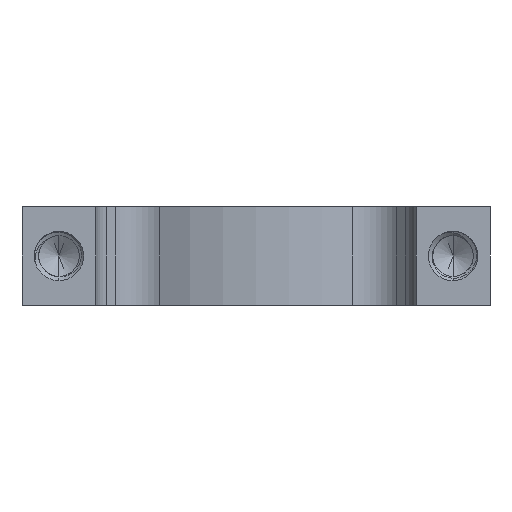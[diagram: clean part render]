
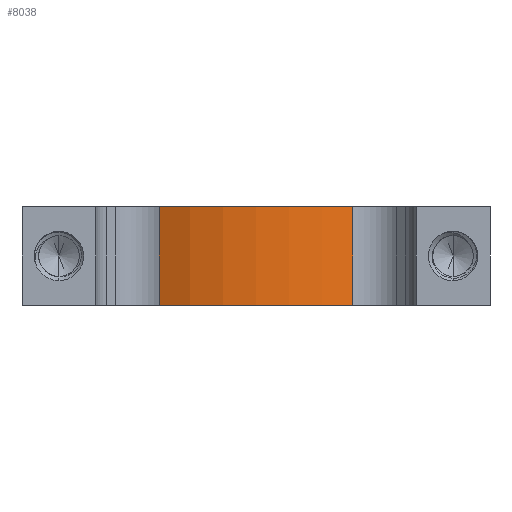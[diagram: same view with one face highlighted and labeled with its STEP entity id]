
A CAD part, front view. The second image highlights one B-rep face of the part: STEP entity #8038.
In plain terms, the highlighted cylindrical face has radius 17 mm (diameter 34 mm), a partial arc.
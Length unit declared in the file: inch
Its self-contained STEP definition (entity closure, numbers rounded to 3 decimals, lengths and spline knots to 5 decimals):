
#1022 = EDGE_CURVE ( 'NONE', #6843, #8684, #7636, .T. ) ;
#1149 = CARTESIAN_POINT ( 'NONE',  ( 0.30948, -0.59344, 0.31496 ) ) ;
#1385 = LINE ( 'NONE', #6555, #15620 ) ;
#1418 = ORIENTED_EDGE ( 'NONE', *, *, #3130, .T. ) ;
#2279 = CARTESIAN_POINT ( 'NONE',  ( -0.30948, -0.59344, 0.31496 ) ) ;
#2292 = DIRECTION ( 'NONE',  ( 1., 0., 0. ) ) ;
#2652 = EDGE_CURVE ( 'NONE', #13735, #6843, #12285, .T. ) ;
#2947 = VERTEX_POINT ( 'NONE', #2279 ) ;
#3130 = EDGE_CURVE ( 'NONE', #2947, #13735, #1385, .T. ) ;
#3853 = VECTOR ( 'NONE', #16572, 39.37008 ) ;
#3999 = DIRECTION ( 'NONE',  ( -1., 0., 0. ) ) ;
#4234 = CARTESIAN_POINT ( 'NONE',  ( -0.30948, -0.59344, 0. ) ) ;
#4789 = CARTESIAN_POINT ( 'NONE',  ( 0., 0., 0. ) ) ;
#5853 = AXIS2_PLACEMENT_3D ( 'NONE', #7955, #13733, #2292 ) ;
#6203 = DIRECTION ( 'NONE',  ( 1., 0., 0. ) ) ;
#6209 = EDGE_LOOP ( 'NONE', ( #17386, #1418, #6862, #17457 ) ) ;
#6555 = CARTESIAN_POINT ( 'NONE',  ( -0.30948, -0.59344, 0.31496 ) ) ;
#6843 = VERTEX_POINT ( 'NONE', #16095 ) ;
#6862 = ORIENTED_EDGE ( 'NONE', *, *, #2652, .T. ) ;
#6982 = CARTESIAN_POINT ( 'NONE',  ( 0., 0., 0.31496 ) ) ;
#7163 = CARTESIAN_POINT ( 'NONE',  ( 0.30948, -0.59344, 0.31496 ) ) ;
#7636 = LINE ( 'NONE', #1149, #3853 ) ;
#7955 = CARTESIAN_POINT ( 'NONE',  ( 0., 0., 0.31496 ) ) ;
#8038 = ADVANCED_FACE ( 'NONE', ( #9835 ), #10050, .T. ) ;
#8568 = EDGE_CURVE ( 'NONE', #2947, #8684, #10928, .T. ) ;
#8684 = VERTEX_POINT ( 'NONE', #7163 ) ;
#9835 = FACE_OUTER_BOUND ( 'NONE', #6209, .T. ) ;
#10050 = CYLINDRICAL_SURFACE ( 'NONE', #11953, 0.66929 ) ;
#10928 = CIRCLE ( 'NONE', #5853, 0.66929 ) ;
#11953 = AXIS2_PLACEMENT_3D ( 'NONE', #6982, #13955, #3999 ) ;
#12285 = CIRCLE ( 'NONE', #13966, 0.66929 ) ;
#13314 = DIRECTION ( 'NONE',  ( 0., 0., 1. ) ) ;
#13733 = DIRECTION ( 'NONE',  ( 0., 0., 1. ) ) ;
#13735 = VERTEX_POINT ( 'NONE', #4234 ) ;
#13955 = DIRECTION ( 'NONE',  ( 0., 0., -1. ) ) ;
#13966 = AXIS2_PLACEMENT_3D ( 'NONE', #4789, #13314, #6203 ) ;
#15620 = VECTOR ( 'NONE', #17771, 39.37008 ) ;
#16095 = CARTESIAN_POINT ( 'NONE',  ( 0.30948, -0.59344, 0. ) ) ;
#16572 = DIRECTION ( 'NONE',  ( 0., 0., 1. ) ) ;
#17386 = ORIENTED_EDGE ( 'NONE', *, *, #8568, .F. ) ;
#17457 = ORIENTED_EDGE ( 'NONE', *, *, #1022, .T. ) ;
#17771 = DIRECTION ( 'NONE',  ( 0., 0., -1. ) ) ;
